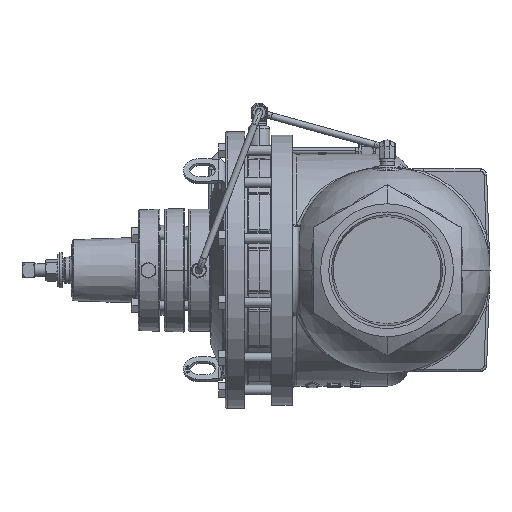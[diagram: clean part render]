
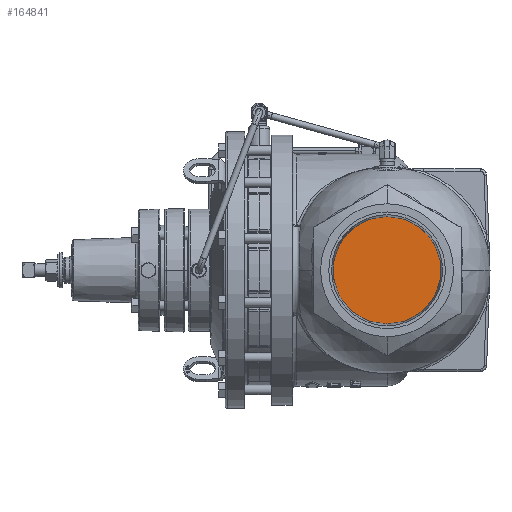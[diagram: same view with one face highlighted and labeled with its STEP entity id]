
A CAD part, left-side view. The second image highlights one B-rep face of the part: STEP entity #164841.
In plain terms, the highlighted planar face has unit normal (-1, 0, 0).
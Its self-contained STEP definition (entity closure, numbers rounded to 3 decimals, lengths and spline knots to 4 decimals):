
#1277 = CARTESIAN_POINT ( 'NONE',  ( -5.7671, 0., -2.0914 ) ) ;
#14902 = DIRECTION ( 'NONE',  ( 0., 0., 1. ) ) ;
#20622 = VERTEX_POINT ( 'NONE', #1277 ) ;
#26260 = DIRECTION ( 'NONE',  ( 0., 0., 1. ) ) ;
#26526 = ORIENTED_EDGE ( 'NONE', *, *, #76110, .T. ) ;
#29483 = CARTESIAN_POINT ( 'NONE',  ( -5.7671, 0., 0. ) ) ;
#32932 = AXIS2_PLACEMENT_3D ( 'NONE', #41878, #152174, #26260 ) ;
#41878 = CARTESIAN_POINT ( 'NONE',  ( -5.7671, 0., 0. ) ) ;
#49701 = EDGE_CURVE ( 'NONE', #118921, #20622, #154698, .T. ) ;
#55756 = PLANE ( 'NONE',  #135788 ) ;
#76110 = EDGE_CURVE ( 'NONE', #20622, #118921, #142716, .T. ) ;
#77305 = DIRECTION ( 'NONE',  ( -1., 0., 0. ) ) ;
#118921 = VERTEX_POINT ( 'NONE', #158304 ) ;
#135788 = AXIS2_PLACEMENT_3D ( 'NONE', #167132, #166123, #199400 ) ;
#142716 = CIRCLE ( 'NONE', #32932, 2.0914 ) ;
#152119 = ORIENTED_EDGE ( 'NONE', *, *, #49701, .T. ) ;
#152174 = DIRECTION ( 'NONE',  ( -1., 0., 0. ) ) ;
#154698 = CIRCLE ( 'NONE', #185070, 2.0914 ) ;
#158304 = CARTESIAN_POINT ( 'NONE',  ( -5.7671, 0., 2.0914 ) ) ;
#164841 = ADVANCED_FACE ( 'NONE', ( #181715 ), #55756, .T. ) ;
#166123 = DIRECTION ( 'NONE',  ( -1., 0., 0. ) ) ;
#167132 = CARTESIAN_POINT ( 'NONE',  ( -5.7671, 0., 0. ) ) ;
#173062 = EDGE_LOOP ( 'NONE', ( #26526, #152119 ) ) ;
#181715 = FACE_OUTER_BOUND ( 'NONE', #173062, .T. ) ;
#185070 = AXIS2_PLACEMENT_3D ( 'NONE', #29483, #77305, #14902 ) ;
#199400 = DIRECTION ( 'NONE',  ( 0., 0., 1. ) ) ;
